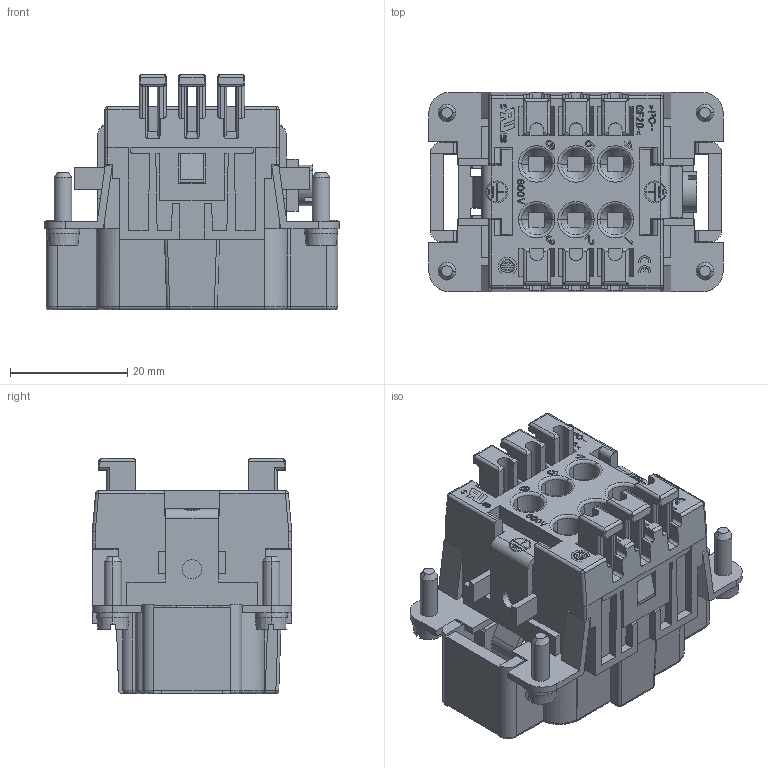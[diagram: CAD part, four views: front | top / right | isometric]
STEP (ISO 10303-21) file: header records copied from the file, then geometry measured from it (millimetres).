
FILE_DESCRIPTION(('Creo Elements/Direct Modeling STEP Export'),'2;1');
FILE_NAME('0ln7uvk5aj4n66q1164','2021-05-06T 9:28:49',(''),(''),'Creo Elements/Direct Modeling STEP processor for AP214 (Solid Model)','Creo Elements/Direct Modeling 20.1B 02-Apr-2019 (C) Parametric Technology GmbH','');
FILE_SCHEMA(('AUTOMOTIVE_DESIGN { 1 0 10303 214 1 1 1 1 }'));
Products named in the file (2): RSHM_06
Assembly tree (1 placements, depth 2):
  RSHM_06
    RSHM_06
Bounding box: 50.2 x 34 x 40.1 mm (x, y, z)
Volume: 26076.7 mm3; surface area: 16278.9 mm2
Topology: 1 solids, 1 shells, 1154 faces, 4837 edges, 3753 vertices
Faces by surface type: plane 732, cylinder 269, cone 64, torus 43, bspline 36, sphere 10
Entity records: 59201 total; most frequent: CARTESIAN_POINT 14797, ORIENTED_EDGE 9630, DIRECTION 6909, EDGE_CURVE 4815, VECTOR 3843, LINE 3843, VERTEX_POINT 3753, AXIS2_PLACEMENT_3D 1533
